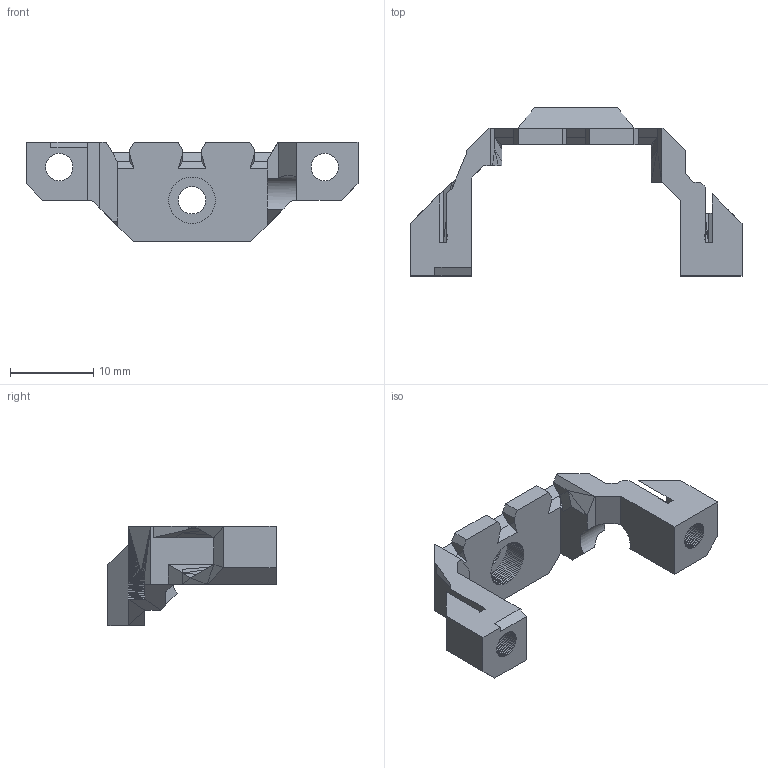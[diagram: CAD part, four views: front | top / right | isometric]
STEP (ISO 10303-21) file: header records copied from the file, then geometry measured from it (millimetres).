
FILE_DESCRIPTION(/* description */ (''),/* implementation_level */ '2;1');
FILE_NAME(/* name */ 'Copperhead Custom Support.step',/* time_stamp */ '2022-01-03T13:11:47+00:00',/* author */ (''),/* organization */ (''),/* preprocessor_version */ 'ST-DEVELOPER v18.1',/* originating_system */ 'Autodesk Translation Framework v10.10.0.1391',/* authorisation */ '');
FILE_SCHEMA (('AUTOMOTIVE_DESIGN { 1 0 10303 214 3 1 1 }'));
Length unit declared in the file: millimetre
Products named in the file (1): Copperhead Custom Support
Bounding box: 40 x 20.25 x 12 mm (x, y, z)
Volume: 1420.1 mm3; surface area: 1893 mm2
Topology: 1 solids, 1 shells, 500 faces, 1275 edges, 778 vertices
Faces by surface type: plane 499, cylinder 1
Entity records: 14552 total; most frequent: CARTESIAN_POINT 2554, ORIENTED_EDGE 2550, DIRECTION 2293, EDGE_CURVE 1275, LINE 1259, VECTOR 1259, VERTEX_POINT 778, AXIS2_PLACEMENT_3D 517
